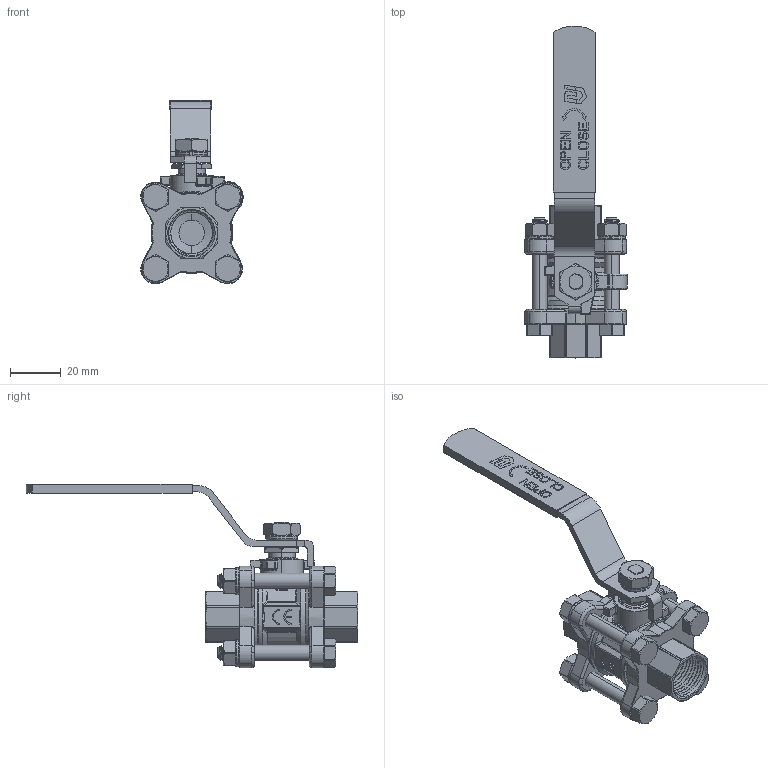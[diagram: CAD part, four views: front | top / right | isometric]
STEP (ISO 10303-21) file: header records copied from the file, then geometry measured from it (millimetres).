
FILE_DESCRIPTION(('HOOPS Exchange Step'),'2;1');
FILE_NAME('GK0400_DN10.stp','2025-10-31T14:37:41+01:00',('nieru'),('Unknown organisation'),'HOOPS Exchange 2024.2','HOOPS Exchange','Unknown authorisation');
FILE_SCHEMA( ('AP203_CONFIGURATION_CONTROLLED_3D_DESIGN_OF_MECHANICAL_PARTS_AND_ASSEMBLIES_MIM_LF') );
Length unit declared in the file: millimetre
Products named in the file (2): 0; root
Assembly tree (1 placements, depth 2):
  root
    0
Bounding box: 40.38 x 130.84 x 72.37 mm (x, y, z)
Volume: 47289.8 mm3; surface area: 27968.8 mm2
Topology: 1 solids, 1 shells, 1920 faces, 5146 edges, 3269 vertices
Faces by surface type: plane 988, cylinder 415, bspline 230, torus 158, cone 104, sphere 25
Entity records: 89161 total; most frequent: CARTESIAN_POINT 45811, ORIENTED_EDGE 10256, DIRECTION 7220, EDGE_CURVE 5128, VERTEX_POINT 3269, AXIS2_PLACEMENT_3D 2447, VECTOR 2326, LINE 2326
